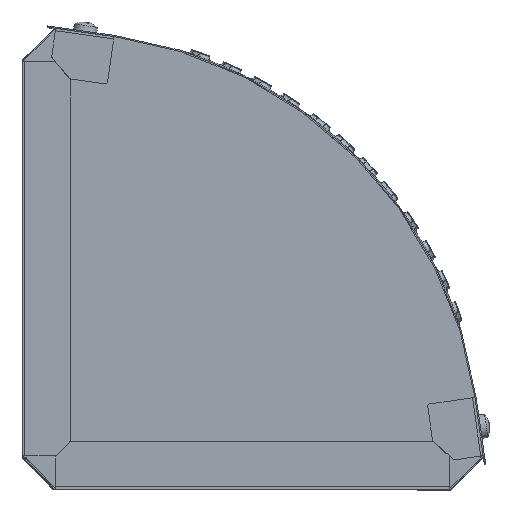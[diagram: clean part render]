
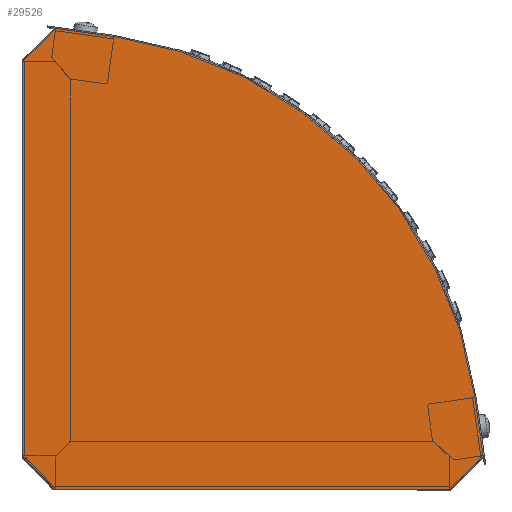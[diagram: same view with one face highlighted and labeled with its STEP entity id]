
A CAD part, top view. The second image highlights one B-rep face of the part: STEP entity #29526.
In plain terms, the highlighted planar face has unit normal (0, 0, 1).
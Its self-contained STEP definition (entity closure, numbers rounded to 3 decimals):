
#4613=CIRCLE('',#31538,176.741);
#5557=FACE_OUTER_BOUND('',#7560,.T.);
#7560=EDGE_LOOP('',(#19869,#19870,#19871,#19872,#19873,#19874,#19875,#19876));
#9925=LINE('',#37745,#11153);
#9927=LINE('',#37749,#11155);
#9928=LINE('',#37751,#11156);
#9929=LINE('',#37753,#11157);
#9930=LINE('',#37757,#11158);
#9931=LINE('',#37759,#11159);
#9932=LINE('',#37760,#11160);
#11153=VECTOR('',#33199,19.092);
#11155=VECTOR('',#33203,165.);
#11156=VECTOR('',#33204,19.092);
#11157=VECTOR('',#33205,25.);
#11158=VECTOR('',#33208,25.);
#11159=VECTOR('',#33209,19.092);
#11160=VECTOR('',#33210,165.);
#12381=VERTEX_POINT('',#37742);
#12382=VERTEX_POINT('',#37744);
#12383=VERTEX_POINT('',#37748);
#12384=VERTEX_POINT('',#37750);
#12385=VERTEX_POINT('',#37752);
#12386=VERTEX_POINT('',#37754);
#12387=VERTEX_POINT('',#37756);
#12388=VERTEX_POINT('',#37758);
#15200=EDGE_CURVE('',#12381,#12382,#9925,.T.);
#15202=EDGE_CURVE('',#12381,#12383,#9927,.T.);
#15203=EDGE_CURVE('',#12383,#12384,#9928,.T.);
#15204=EDGE_CURVE('',#12384,#12385,#9929,.T.);
#15205=EDGE_CURVE('',#12385,#12386,#4613,.T.);
#15206=EDGE_CURVE('',#12386,#12387,#9930,.T.);
#15207=EDGE_CURVE('',#12387,#12388,#9931,.T.);
#15208=EDGE_CURVE('',#12388,#12382,#9932,.T.);
#19869=ORIENTED_EDGE('',*,*,#15200,.F.);
#19870=ORIENTED_EDGE('',*,*,#15202,.T.);
#19871=ORIENTED_EDGE('',*,*,#15203,.T.);
#19872=ORIENTED_EDGE('',*,*,#15204,.T.);
#19873=ORIENTED_EDGE('',*,*,#15205,.T.);
#19874=ORIENTED_EDGE('',*,*,#15206,.T.);
#19875=ORIENTED_EDGE('',*,*,#15207,.T.);
#19876=ORIENTED_EDGE('',*,*,#15208,.T.);
#29200=PLANE('',#31537);
#29526=ADVANCED_FACE('',(#5557),#29200,.T.);
#31537=AXIS2_PLACEMENT_3D('',#37747,#33201,#33202);
#31538=AXIS2_PLACEMENT_3D('',#37755,#33206,#33207);
#33199=DIRECTION('',(-0.707,0.707,0.));
#33201=DIRECTION('center_axis',(0.,0.,
1.));
#33202=DIRECTION('ref_axis',(1.,0.,0.));
#33203=DIRECTION('',(1.,0.,0.));
#33204=DIRECTION('',(0.707,0.707,0.));
#33205=DIRECTION('',(-0.14,0.99,0.));
#33206=DIRECTION('center_axis',(0.,0.,1.));
#33207=DIRECTION('ref_axis',(0.99,0.14,0.));
#33208=DIRECTION('',(-0.99,0.14,0.));
#33209=DIRECTION('',(-0.707,-0.707,0.));
#33210=DIRECTION('',(0.,-1.,0.));
#37742=CARTESIAN_POINT('',(0.,-13.5,71.5));
#37744=CARTESIAN_POINT('',(-13.5,0.,71.5));
#37745=CARTESIAN_POINT('',(-6.75,-6.75,71.5));
#37747=CARTESIAN_POINT('Origin',(67.099,67.099,71.5));
#37748=CARTESIAN_POINT('',(165.,-13.5,71.5));
#37749=CARTESIAN_POINT('',(-13.5,-13.5,71.5));
#37750=CARTESIAN_POINT('',(178.5,0.,71.5));
#37751=CARTESIAN_POINT('',(165.,-13.5,71.5));
#37752=CARTESIAN_POINT('',(174.999,24.754,71.5));
#37753=CARTESIAN_POINT('',(178.5,0.,71.5));
#37754=CARTESIAN_POINT('',(24.754,174.999,71.5));
#37755=CARTESIAN_POINT('Origin',(0.,0.,71.5));
#37756=CARTESIAN_POINT('',(0.,178.5,71.5));
#37757=CARTESIAN_POINT('',(24.754,174.999,71.5));
#37758=CARTESIAN_POINT('',(-13.5,165.,71.5));
#37759=CARTESIAN_POINT('',(0.,178.5,71.5));
#37760=CARTESIAN_POINT('',(-13.5,165.,71.5));
